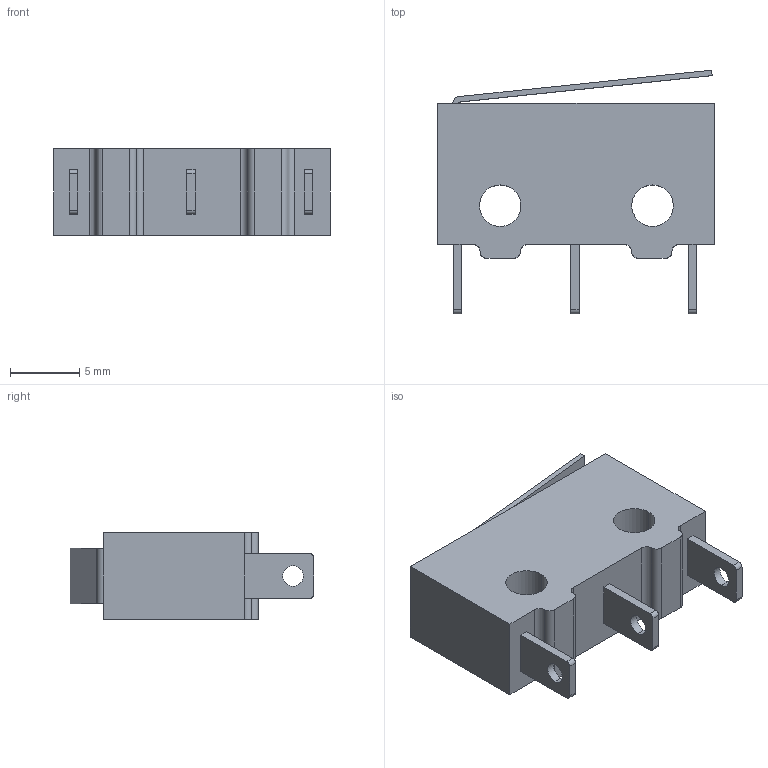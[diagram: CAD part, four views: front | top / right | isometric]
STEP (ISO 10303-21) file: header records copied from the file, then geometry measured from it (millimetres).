
FILE_DESCRIPTION (( 'STEP AP214' ), '1' );
FILE_NAME ('Micro Limit Switch.step', '2015-01-21T14:40:41', ( 'Mark' ), ( '' ), 'SwSTEP 2.0', 'SolidWorks 2013', '' );
FILE_SCHEMA (( 'AUTOMOTIVE_DESIGN' ));
Length unit declared in the file: millimetre
Products named in the file (1): Micro Limit Switch
Bounding box: 19.95 x 17.59 x 6.25 mm (x, y, z)
Volume: 1275 mm3; surface area: 1176.1 mm2
Topology: 1 solids, 1 shells, 56 faces, 150 edges, 100 vertices
Faces by surface type: plane 31, cylinder 25
Entity records: 2192 total; most frequent: DIRECTION 314, CARTESIAN_POINT 307, ORIENTED_EDGE 300, EDGE_CURVE 150, AXIS2_PLACEMENT_3D 107, VERTEX_POINT 100, VECTOR 100, LINE 100
